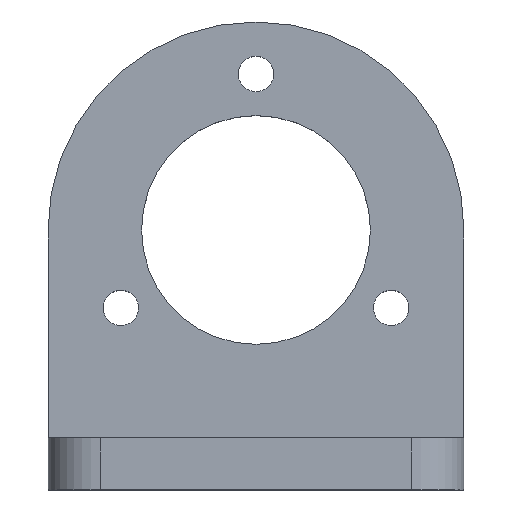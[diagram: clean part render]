
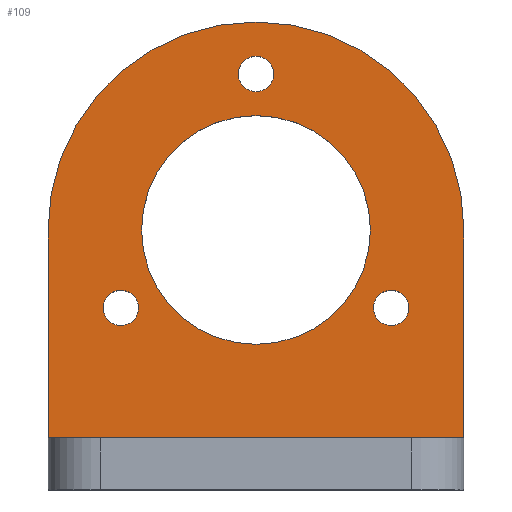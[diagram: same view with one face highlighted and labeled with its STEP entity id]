
A CAD part, top view. The second image highlights one B-rep face of the part: STEP entity #109.
In plain terms, the highlighted planar face has unit normal (0, 0, 1).
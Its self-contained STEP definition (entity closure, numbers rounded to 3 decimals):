
#1 = ORIENTED_EDGE ( 'NONE', *, *, #694, .F. ) ;
#16 = CIRCLE ( 'NONE', #114, 1.7 ) ;
#20 = CARTESIAN_POINT ( 'NONE',  ( -12.99, -7.5, 5. ) ) ;
#27 = DIRECTION ( 'NONE',  ( 0., 0., 1. ) ) ;
#31 = AXIS2_PLACEMENT_3D ( 'NONE', #209, #510, #335 ) ;
#33 = CARTESIAN_POINT ( 'NONE',  ( 0., 0., 5. ) ) ;
#50 = CARTESIAN_POINT ( 'NONE',  ( 20., -20., 5. ) ) ;
#51 = EDGE_LOOP ( 'NONE', ( #185, #484 ) ) ;
#53 = EDGE_CURVE ( 'NONE', #254, #383, #235, .T. ) ;
#57 = VECTOR ( 'NONE', #730, 1000. ) ;
#66 = VERTEX_POINT ( 'NONE', #94 ) ;
#68 = ORIENTED_EDGE ( 'NONE', *, *, #791, .T. ) ;
#70 = CARTESIAN_POINT ( 'NONE',  ( -11., 0., 5. ) ) ;
#81 = CARTESIAN_POINT ( 'NONE',  ( -20., 0., 5. ) ) ;
#82 = AXIS2_PLACEMENT_3D ( 'NONE', #680, #363, #613 ) ;
#83 = AXIS2_PLACEMENT_3D ( 'NONE', #576, #573, #257 ) ;
#93 = EDGE_CURVE ( 'NONE', #95, #227, #785, .T. ) ;
#94 = CARTESIAN_POINT ( 'NONE',  ( 11., 0., 5. ) ) ;
#95 = VERTEX_POINT ( 'NONE', #783 ) ;
#97 = AXIS2_PLACEMENT_3D ( 'NONE', #353, #738, #298 ) ;
#109 = ADVANCED_FACE ( 'NONE', ( #534, #673, #796, #168, #211 ), #480, .T. ) ;
#114 = AXIS2_PLACEMENT_3D ( 'NONE', #20, #27, #776 ) ;
#122 = CARTESIAN_POINT ( 'NONE',  ( 20., 0., 5. ) ) ;
#130 = ORIENTED_EDGE ( 'NONE', *, *, #515, .F. ) ;
#152 = DIRECTION ( 'NONE',  ( 0., 0., 1. ) ) ;
#158 = CARTESIAN_POINT ( 'NONE',  ( 11.29, -7.5, 5. ) ) ;
#161 = VECTOR ( 'NONE', #817, 1000. ) ;
#165 = DIRECTION ( 'NONE',  ( 0., 0., 1. ) ) ;
#168 = FACE_BOUND ( 'NONE', #789, .T. ) ;
#185 = ORIENTED_EDGE ( 'NONE', *, *, #93, .F. ) ;
#205 = DIRECTION ( 'NONE',  ( 1., 0., 0. ) ) ;
#209 = CARTESIAN_POINT ( 'NONE',  ( 0., 0., 5. ) ) ;
#211 = FACE_OUTER_BOUND ( 'NONE', #681, .T. ) ;
#227 = VERTEX_POINT ( 'NONE', #422 ) ;
#230 = EDGE_CURVE ( 'NONE', #508, #566, #435, .T. ) ;
#231 = ORIENTED_EDGE ( 'NONE', *, *, #531, .F. ) ;
#235 = CIRCLE ( 'NONE', #625, 1.7 ) ;
#250 = CIRCLE ( 'NONE', #83, 11. ) ;
#254 = VERTEX_POINT ( 'NONE', #688 ) ;
#257 = DIRECTION ( 'NONE',  ( 1., 0., 0. ) ) ;
#265 = DIRECTION ( 'NONE',  ( 1., 0., 0. ) ) ;
#294 = VERTEX_POINT ( 'NONE', #122 ) ;
#298 = DIRECTION ( 'NONE',  ( 1., 0., 0. ) ) ;
#304 = VERTEX_POINT ( 'NONE', #621 ) ;
#335 = DIRECTION ( 'NONE',  ( 1., 0., 0. ) ) ;
#353 = CARTESIAN_POINT ( 'NONE',  ( 0., 15., 5. ) ) ;
#359 = ORIENTED_EDGE ( 'NONE', *, *, #467, .T. ) ;
#361 = VERTEX_POINT ( 'NONE', #70 ) ;
#362 = CARTESIAN_POINT ( 'NONE',  ( 0., 0., 5. ) ) ;
#363 = DIRECTION ( 'NONE',  ( 0., 0., 1. ) ) ;
#380 = CIRCLE ( 'NONE', #786, 1.7 ) ;
#383 = VERTEX_POINT ( 'NONE', #158 ) ;
#392 = CARTESIAN_POINT ( 'NONE',  ( -11.29, -7.5, 5. ) ) ;
#416 = DIRECTION ( 'NONE',  ( 1., 0., 0. ) ) ;
#422 = CARTESIAN_POINT ( 'NONE',  ( -1.7, 15., 5. ) ) ;
#435 = CIRCLE ( 'NONE', #82, 1.7 ) ;
#447 = VECTOR ( 'NONE', #453, 1000. ) ;
#453 = DIRECTION ( 'NONE',  ( 1., 0., 0. ) ) ;
#467 = EDGE_CURVE ( 'NONE', #304, #740, #652, .T. ) ;
#468 = CARTESIAN_POINT ( 'NONE',  ( 0., 15., 5. ) ) ;
#480 = PLANE ( 'NONE',  #638 ) ;
#484 = ORIENTED_EDGE ( 'NONE', *, *, #587, .F. ) ;
#486 = EDGE_LOOP ( 'NONE', ( #713, #130 ) ) ;
#490 = CIRCLE ( 'NONE', #568, 1.7 ) ;
#500 = ORIENTED_EDGE ( 'NONE', *, *, #543, .T. ) ;
#504 = ORIENTED_EDGE ( 'NONE', *, *, #230, .F. ) ;
#505 = DIRECTION ( 'NONE',  ( 0., 0., 1. ) ) ;
#507 = LINE ( 'NONE', #556, #161 ) ;
#508 = VERTEX_POINT ( 'NONE', #392 ) ;
#510 = DIRECTION ( 'NONE',  ( 0., 0., 1. ) ) ;
#515 = EDGE_CURVE ( 'NONE', #383, #254, #380, .T. ) ;
#531 = EDGE_CURVE ( 'NONE', #361, #66, #250, .T. ) ;
#534 = FACE_BOUND ( 'NONE', #763, .T. ) ;
#540 = DIRECTION ( 'NONE',  ( 1., 0., 0. ) ) ;
#543 = EDGE_CURVE ( 'NONE', #294, #557, #716, .T. ) ;
#556 = CARTESIAN_POINT ( 'NONE',  ( -20., 0., 5. ) ) ;
#557 = VERTEX_POINT ( 'NONE', #81 ) ;
#566 = VERTEX_POINT ( 'NONE', #711 ) ;
#568 = AXIS2_PLACEMENT_3D ( 'NONE', #468, #655, #205 ) ;
#573 = DIRECTION ( 'NONE',  ( 0., 0., 1. ) ) ;
#576 = CARTESIAN_POINT ( 'NONE',  ( 0., 0., 5. ) ) ;
#577 = ORIENTED_EDGE ( 'NONE', *, *, #582, .F. ) ;
#582 = EDGE_CURVE ( 'NONE', #566, #508, #16, .T. ) ;
#587 = EDGE_CURVE ( 'NONE', #227, #95, #490, .T. ) ;
#595 = CIRCLE ( 'NONE', #622, 11. ) ;
#603 = LINE ( 'NONE', #736, #57 ) ;
#613 = DIRECTION ( 'NONE',  ( 1., 0., 0. ) ) ;
#621 = CARTESIAN_POINT ( 'NONE',  ( -20., -20., 5. ) ) ;
#622 = AXIS2_PLACEMENT_3D ( 'NONE', #362, #505, #751 ) ;
#625 = AXIS2_PLACEMENT_3D ( 'NONE', #723, #165, #540 ) ;
#638 = AXIS2_PLACEMENT_3D ( 'NONE', #33, #734, #416 ) ;
#652 = LINE ( 'NONE', #706, #447 ) ;
#655 = DIRECTION ( 'NONE',  ( 0., 0., 1. ) ) ;
#673 = FACE_BOUND ( 'NONE', #486, .T. ) ;
#680 = CARTESIAN_POINT ( 'NONE',  ( -12.99, -7.5, 5. ) ) ;
#681 = EDGE_LOOP ( 'NONE', ( #500, #68, #359, #1 ) ) ;
#688 = CARTESIAN_POINT ( 'NONE',  ( 14.69, -7.5, 5. ) ) ;
#694 = EDGE_CURVE ( 'NONE', #294, #740, #603, .T. ) ;
#706 = CARTESIAN_POINT ( 'NONE',  ( 0., -20., 5. ) ) ;
#709 = CARTESIAN_POINT ( 'NONE',  ( 12.99, -7.5, 5. ) ) ;
#711 = CARTESIAN_POINT ( 'NONE',  ( -14.69, -7.5, 5. ) ) ;
#713 = ORIENTED_EDGE ( 'NONE', *, *, #53, .F. ) ;
#716 = CIRCLE ( 'NONE', #31, 20. ) ;
#723 = CARTESIAN_POINT ( 'NONE',  ( 12.99, -7.5, 5. ) ) ;
#730 = DIRECTION ( 'NONE',  ( 0., -1., 0. ) ) ;
#734 = DIRECTION ( 'NONE',  ( 0., 0., 1. ) ) ;
#736 = CARTESIAN_POINT ( 'NONE',  ( 20., 0., 5. ) ) ;
#738 = DIRECTION ( 'NONE',  ( 0., 0., 1. ) ) ;
#740 = VERTEX_POINT ( 'NONE', #50 ) ;
#751 = DIRECTION ( 'NONE',  ( 1., 0., 0. ) ) ;
#763 = EDGE_LOOP ( 'NONE', ( #504, #577 ) ) ;
#776 = DIRECTION ( 'NONE',  ( 1., 0., 0. ) ) ;
#783 = CARTESIAN_POINT ( 'NONE',  ( 1.7, 15., 5. ) ) ;
#784 = EDGE_CURVE ( 'NONE', #66, #361, #595, .T. ) ;
#785 = CIRCLE ( 'NONE', #97, 1.7 ) ;
#786 = AXIS2_PLACEMENT_3D ( 'NONE', #709, #152, #265 ) ;
#789 = EDGE_LOOP ( 'NONE', ( #231, #794 ) ) ;
#791 = EDGE_CURVE ( 'NONE', #557, #304, #507, .T. ) ;
#794 = ORIENTED_EDGE ( 'NONE', *, *, #784, .F. ) ;
#796 = FACE_BOUND ( 'NONE', #51, .T. ) ;
#817 = DIRECTION ( 'NONE',  ( 0., -1., 0. ) ) ;
